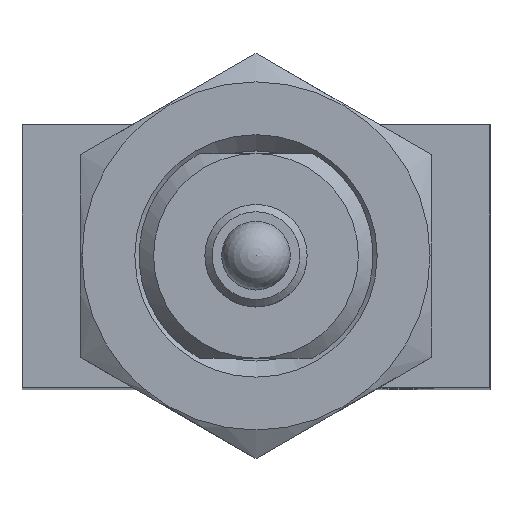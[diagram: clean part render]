
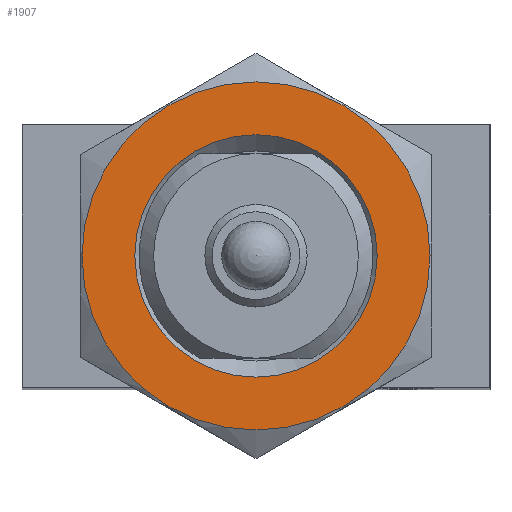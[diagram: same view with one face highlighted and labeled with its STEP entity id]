
A CAD part, top view. The second image highlights one B-rep face of the part: STEP entity #1907.
In plain terms, the highlighted face is planar.
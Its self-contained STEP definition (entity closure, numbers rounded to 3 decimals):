
#1633=CARTESIAN_POINT('',(0.0,-11.9,0.0));
#1634=VERTEX_POINT('',#1633);
#1635=CARTESIAN_POINT('',(0.0,0.0,0.0));
#1636=DIRECTION('',(0.0,0.0,-1.0));
#1637=DIRECTION('',(0.0,-1.0,0.0));
#1638=AXIS2_PLACEMENT_3D('',#1635,#1636,#1637);
#1639=CIRCLE('',#1638,11.9);
#1640=EDGE_CURVE('',#1634,#1634,#1639,.T.);
#1843=CARTESIAN_POINT('',(-8.288,0.,0.0));
#1844=VERTEX_POINT('',#1843);
#1845=CARTESIAN_POINT('',(0.0,0.0,0.0));
#1846=DIRECTION('',(0.0,0.0,-1.0));
#1847=DIRECTION('',(1.0,0.0,0.0));
#1848=AXIS2_PLACEMENT_3D('',#1845,#1846,#1847);
#1849=CIRCLE('',#1848,8.288);
#1850=EDGE_CURVE('',#1844,#1844,#1849,.T.);
#1896=CARTESIAN_POINT('',(0.,0.,0.0));
#1897=DIRECTION('',(0.0,0.0,1.0));
#1898=DIRECTION('',(1.0,0.0,0.0));
#1899=AXIS2_PLACEMENT_3D('',#1896,#1897,#1898);
#1900=PLANE('',#1899);
#1901=ORIENTED_EDGE('',*,*,#1640,.T.);
#1902=EDGE_LOOP('',(#1901));
#1903=FACE_OUTER_BOUND('',#1902,.T.);
#1904=ORIENTED_EDGE('',*,*,#1850,.F.);
#1905=EDGE_LOOP('',(#1904));
#1906=FACE_BOUND('',#1905,.T.);
#1907=ADVANCED_FACE('',(#1903,#1906),#1900,.F.);
